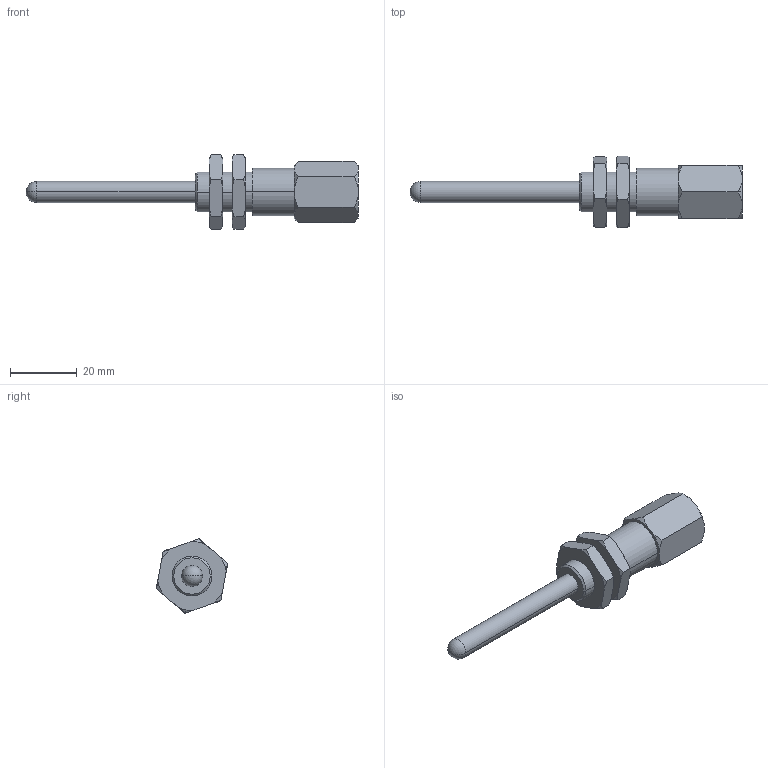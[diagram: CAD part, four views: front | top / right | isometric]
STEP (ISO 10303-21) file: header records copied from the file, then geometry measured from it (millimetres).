
FILE_DESCRIPTION((''),'2;1');
FILE_NAME('PPA_12_50_06_ASM','2011-03-11T',('dburns'),(''),'PRO/ENGINEER BY PARAMETRIC TECHNOLOGY CORPORATION, 2007390','PRO/ENGINEER BY PARAMETRIC TECHNOLOGY CORPORATION, 2007390','');
FILE_SCHEMA(('CONFIG_CONTROL_DESIGN'));
Length unit declared in the file: inch
Products named in the file (3): PPA_12_50_06; PPAHEXNUT12MM; PPA_12_50_06_ASM
Assembly tree (3 placements, depth 2):
  PPA_12_50_06_ASM
    PPA_12_50_06
    PPAHEXNUT12MM  x2
Bounding box: 99.57 x 21.46 x 22.31 mm (x, y, z)
Volume: 9860.4 mm3; surface area: 5911.2 mm2
Topology: 3 solids, 3 shells, 85 faces, 218 edges, 141 vertices
Faces by surface type: cone 44, plane 27, cylinder 12, sphere 2
Entity records: 2044 total; most frequent: CARTESIAN_POINT 530, ORIENTED_EDGE 304, DIRECTION 290, EDGE_CURVE 152, AXIS2_PLACEMENT_3D 119, VERTEX_POINT 99, EDGE_LOOP 67, FACE_OUTER_BOUND 61
